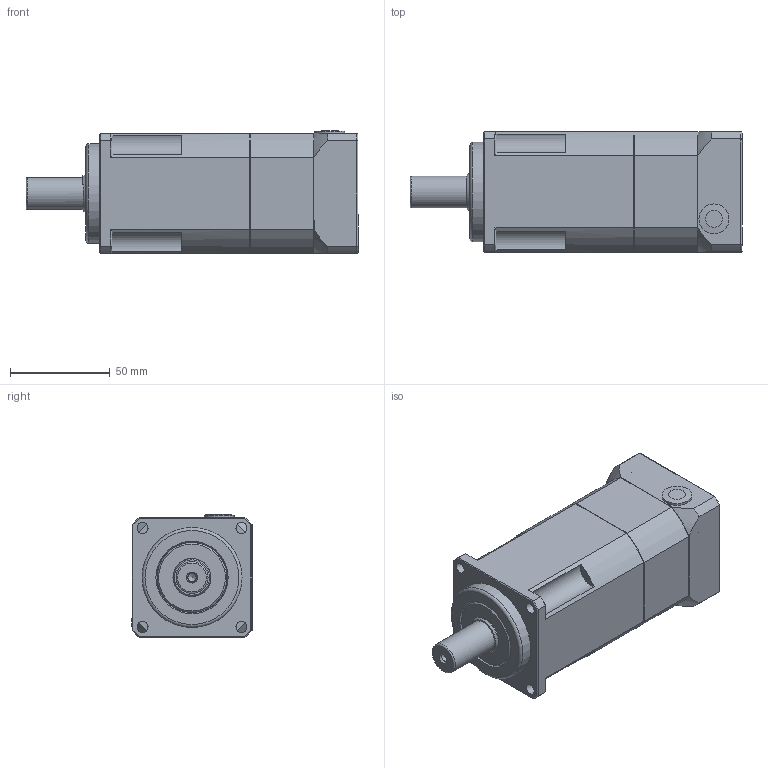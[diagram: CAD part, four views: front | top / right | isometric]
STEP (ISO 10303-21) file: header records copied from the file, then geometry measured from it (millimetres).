
FILE_DESCRIPTION(/* description */ (''),/* implementation_level */ '2;1');
FILE_NAME(/* name */ 'NP060A00A2-060A-S1.stp',/* time_stamp */ '2018-08-10T10:56:03+09:00',/* author */ ('Y.J.JI'),/* organization */ (''),/* preprocessor_version */ 'ST-DEVELOPER v15.6',/* originating_system */ 'Autodesk Inventor 2015',/* authorisation */ '');
FILE_SCHEMA (('AUTOMOTIVE_DESIGN { 1 0 10303 214 3 1 1 }'));
Length unit declared in the file: millimetre
Products named in the file (1): NP060A00A2-060A-S1
Bounding box: 166 x 60 x 61.5 mm (x, y, z)
Volume: 276214.2 mm3; surface area: 70376.6 mm2
Topology: 2 solids, 14 shells, 318 faces, 748 edges, 473 vertices
Faces by surface type: plane 147, cylinder 90, cone 60, torus 17, sphere 4
Full cylindrical faces by diameter (mm): 3.242 x4, 4.134 x9, 4.2 x4, 5 x5, 5.5 x9, 7 x1, 7.5 x4, 8 x1, 8.5 x6, 9 x4, 14 x1, 15 x1, 16 x1, 17 x1, 19 x1, 35 x1, 45 x1, 48 x1, 50 x3, 54 x1
Entity records: 8611 total; most frequent: CARTESIAN_POINT 1790, DIRECTION 1403, ORIENTED_EDGE 1202, EDGE_CURVE 601, AXIS2_PLACEMENT_3D 593, EDGE_LOOP 459, VERTEX_POINT 428, FACE_OUTER_BOUND 317
